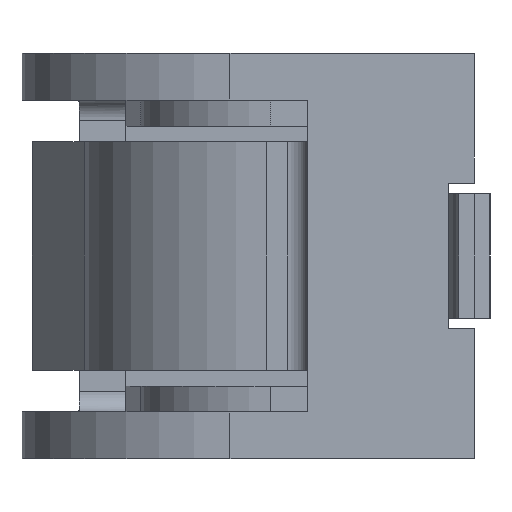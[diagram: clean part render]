
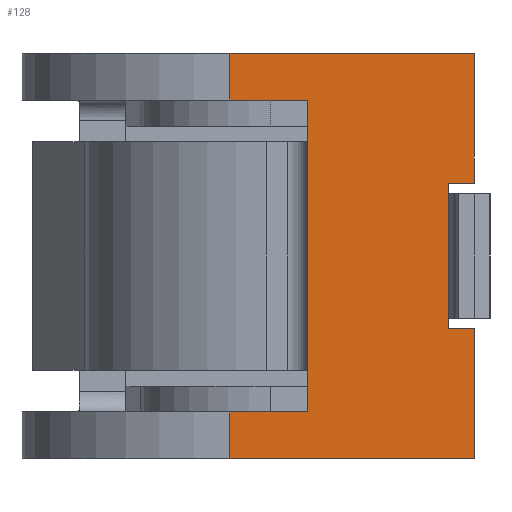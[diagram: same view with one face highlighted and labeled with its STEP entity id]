
A CAD part, left-side view. The second image highlights one B-rep face of the part: STEP entity #128.
In plain terms, the highlighted planar face has unit normal (-1, 0, 0).
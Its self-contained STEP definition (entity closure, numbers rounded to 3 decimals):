
#128 = ADVANCED_FACE( '', ( #344 ), #345, .F. );
#344 = FACE_OUTER_BOUND( '', #650, .T. );
#345 = PLANE( '', #651 );
#650 = EDGE_LOOP( '', ( #965, #966, #967, #968, #969, #970, #971, #972, #973, #974, #975, #976 ) );
#651 = AXIS2_PLACEMENT_3D( '', #977, #978, #979 );
#965 = ORIENTED_EDGE( '', *, *, #1899, .F. );
#966 = ORIENTED_EDGE( '', *, *, #1900, .F. );
#967 = ORIENTED_EDGE( '', *, *, #1901, .T. );
#968 = ORIENTED_EDGE( '', *, *, #1902, .T. );
#969 = ORIENTED_EDGE( '', *, *, #1903, .T. );
#970 = ORIENTED_EDGE( '', *, *, #1904, .F. );
#971 = ORIENTED_EDGE( '', *, *, #1905, .T. );
#972 = ORIENTED_EDGE( '', *, *, #1906, .T. );
#973 = ORIENTED_EDGE( '', *, *, #1907, .T. );
#974 = ORIENTED_EDGE( '', *, *, #1908, .F. );
#975 = ORIENTED_EDGE( '', *, *, #1909, .F. );
#976 = ORIENTED_EDGE( '', *, *, #1910, .T. );
#977 = CARTESIAN_POINT( '', ( -12.7, 2.35, 3.9 ) );
#978 = DIRECTION( '', ( 1., 0., 0. ) );
#979 = DIRECTION( '', ( 0., 0., -1. ) );
#1899 = EDGE_CURVE( '', #2285, #2286, #2287, .T. );
#1900 = EDGE_CURVE( '', #2288, #2285, #2289, .T. );
#1901 = EDGE_CURVE( '', #2288, #2290, #2291, .T. );
#1902 = EDGE_CURVE( '', #2290, #2292, #2293, .T. );
#1903 = EDGE_CURVE( '', #2292, #2294, #2295, .T. );
#1904 = EDGE_CURVE( '', #2296, #2294, #2297, .T. );
#1905 = EDGE_CURVE( '', #2296, #2298, #2299, .T. );
#1906 = EDGE_CURVE( '', #2298, #2300, #2301, .T. );
#1907 = EDGE_CURVE( '', #2300, #2302, #2303, .T. );
#1908 = EDGE_CURVE( '', #2304, #2302, #2305, .T. );
#1909 = EDGE_CURVE( '', #2306, #2304, #2307, .T. );
#1910 = EDGE_CURVE( '', #2306, #2286, #2308, .T. );
#2285 = VERTEX_POINT( '', #2850 );
#2286 = VERTEX_POINT( '', #2851 );
#2287 = LINE( '', #2852, #2853 );
#2288 = VERTEX_POINT( '', #2854 );
#2289 = LINE( '', #2855, #2856 );
#2290 = VERTEX_POINT( '', #2857 );
#2291 = LINE( '', #2858, #2859 );
#2292 = VERTEX_POINT( '', #2860 );
#2293 = LINE( '', #2861, #2862 );
#2294 = VERTEX_POINT( '', #2863 );
#2295 = LINE( '', #2864, #2865 );
#2296 = VERTEX_POINT( '', #2866 );
#2297 = LINE( '', #2867, #2868 );
#2298 = VERTEX_POINT( '', #2869 );
#2299 = LINE( '', #2870, #2871 );
#2300 = VERTEX_POINT( '', #2872 );
#2301 = LINE( '', #2873, #2874 );
#2302 = VERTEX_POINT( '', #2875 );
#2303 = LINE( '', #2876, #2877 );
#2304 = VERTEX_POINT( '', #2878 );
#2305 = LINE( '', #2879, #2880 );
#2306 = VERTEX_POINT( '', #2881 );
#2307 = LINE( '', #2882, #2883 );
#2308 = LINE( '', #2884, #2885 );
#2850 = CARTESIAN_POINT( '', ( -12.7, 1.6, 3.45 ) );
#2851 = CARTESIAN_POINT( '', ( -12.7, 2.35, 3.45 ) );
#2852 = CARTESIAN_POINT( '', ( -12.7, 1.6, 3.45 ) );
#2853 = VECTOR( '', #3629, 1000. );
#2854 = CARTESIAN_POINT( '', ( -12.7, 1.6, 0.45 ) );
#2855 = CARTESIAN_POINT( '', ( -12.7, 1.6, 0.45 ) );
#2856 = VECTOR( '', #3630, 1000. );
#2857 = CARTESIAN_POINT( '', ( -12.7, 2.35, 0.45 ) );
#2858 = CARTESIAN_POINT( '', ( -12.7, 1.6, 0.45 ) );
#2859 = VECTOR( '', #3631, 1000. );
#2860 = CARTESIAN_POINT( '', ( -12.7, 2.35, 0. ) );
#2861 = CARTESIAN_POINT( '', ( -12.7, 2.35, 3.9 ) );
#2862 = VECTOR( '', #3632, 1000. );
#2863 = CARTESIAN_POINT( '', ( -12.7, 0., 0. ) );
#2864 = CARTESIAN_POINT( '', ( -12.7, 2.35, 0. ) );
#2865 = VECTOR( '', #3633, 1000. );
#2866 = CARTESIAN_POINT( '', ( -12.7, 0., 1.25 ) );
#2867 = CARTESIAN_POINT( '', ( -12.7, 0., 3.9 ) );
#2868 = VECTOR( '', #3634, 1000. );
#2869 = CARTESIAN_POINT( '', ( -12.7, 0.25, 1.25 ) );
#2870 = CARTESIAN_POINT( '', ( -12.7, 0., 1.25 ) );
#2871 = VECTOR( '', #3635, 1000. );
#2872 = CARTESIAN_POINT( '', ( -12.7, 0.25, 2.65 ) );
#2873 = CARTESIAN_POINT( '', ( -12.7, 0.25, 1.25 ) );
#2874 = VECTOR( '', #3636, 1000. );
#2875 = CARTESIAN_POINT( '', ( -12.7, 0., 2.65 ) );
#2876 = CARTESIAN_POINT( '', ( -12.7, 0.25, 2.65 ) );
#2877 = VECTOR( '', #3637, 1000. );
#2878 = CARTESIAN_POINT( '', ( -12.7, 0., 3.9 ) );
#2879 = CARTESIAN_POINT( '', ( -12.7, 0., 3.9 ) );
#2880 = VECTOR( '', #3638, 1000. );
#2881 = CARTESIAN_POINT( '', ( -12.7, 2.35, 3.9 ) );
#2882 = CARTESIAN_POINT( '', ( -12.7, 2.35, 3.9 ) );
#2883 = VECTOR( '', #3639, 1000. );
#2884 = CARTESIAN_POINT( '', ( -12.7, 2.35, 3.9 ) );
#2885 = VECTOR( '', #3640, 1000. );
#3629 = DIRECTION( '', ( 0., 1., 0. ) );
#3630 = DIRECTION( '', ( 0., 0., 1. ) );
#3631 = DIRECTION( '', ( 0., 1., 0. ) );
#3632 = DIRECTION( '', ( 0., 0., -1. ) );
#3633 = DIRECTION( '', ( 0., -1., 0. ) );
#3634 = DIRECTION( '', ( 0., 0., -1. ) );
#3635 = DIRECTION( '', ( 0., 1., 0. ) );
#3636 = DIRECTION( '', ( 0., 0., 1. ) );
#3637 = DIRECTION( '', ( 0., -1., 0. ) );
#3638 = DIRECTION( '', ( 0., 0., -1. ) );
#3639 = DIRECTION( '', ( 0., -1., 0. ) );
#3640 = DIRECTION( '', ( 0., 0., -1. ) );
